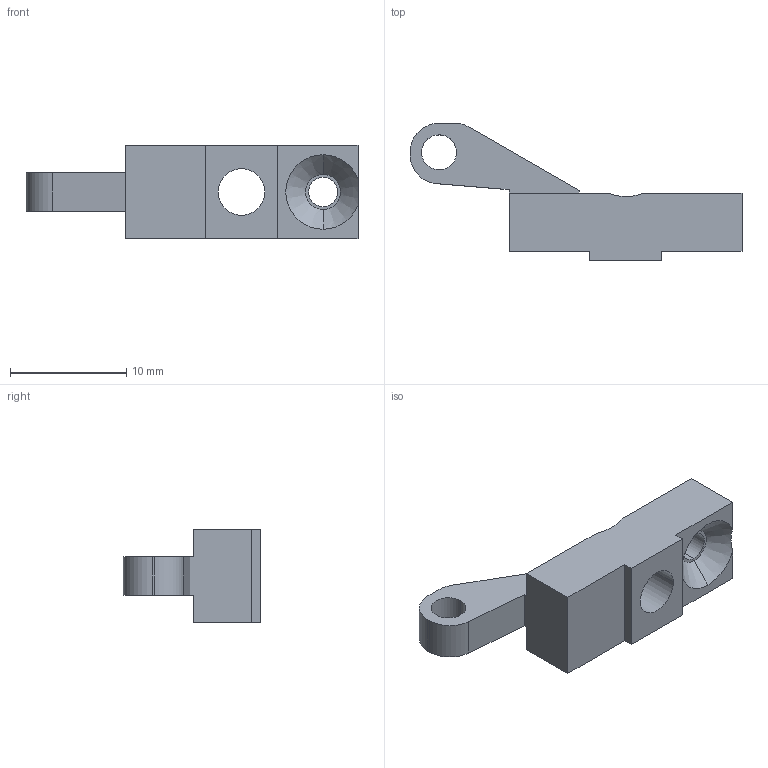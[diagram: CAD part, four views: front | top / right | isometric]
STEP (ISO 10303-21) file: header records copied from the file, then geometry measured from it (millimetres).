
FILE_DESCRIPTION (( 'STEP AP203' ), '1' );
FILE_NAME ('V9_support_M4.STEP', '2023-04-20T16:47:21', ( '' ), ( '' ), 'SwSTEP 2.0', 'SolidWorks 2022', '' );
FILE_SCHEMA (( 'CONFIG_CONTROL_DESIGN' ));
Length unit declared in the file: millimetre
Products named in the file (1): V9_support_M4
Bounding box: 28.5 x 11.8 x 8 mm (x, y, z)
Volume: 815.9 mm3; surface area: 875.2 mm2
Topology: 1 solids, 1 shells, 34 faces, 94 edges, 61 vertices
Faces by surface type: plane 19, cylinder 11, cone 4
Entity records: 1197 total; most frequent: CARTESIAN_POINT 223, ORIENTED_EDGE 188, DIRECTION 188, EDGE_CURVE 94, AXIS2_PLACEMENT_3D 64, VERTEX_POINT 61, LINE 60, VECTOR 60
